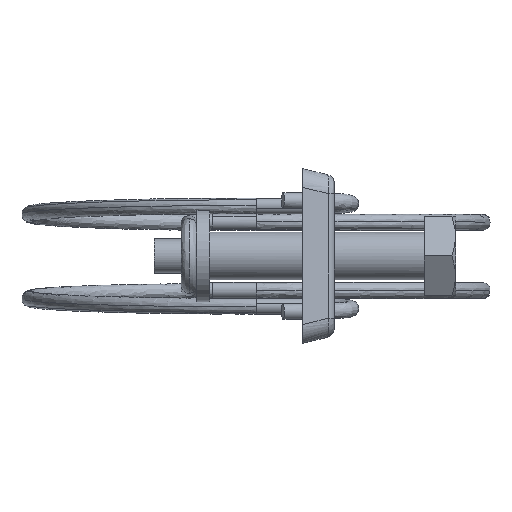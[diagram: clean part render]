
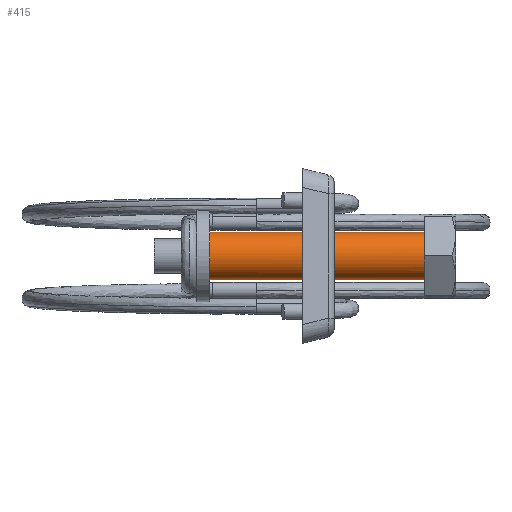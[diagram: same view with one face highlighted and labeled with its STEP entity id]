
A CAD part, top view. The second image highlights one B-rep face of the part: STEP entity #415.
In plain terms, the highlighted free-form (B-spline) face has degree [2, 1] with [7, 2] control points.
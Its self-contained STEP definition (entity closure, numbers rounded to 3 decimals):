
#250=CARTESIAN_POINT('',(0.,2.977,-0.372));
#251=VERTEX_POINT('',#250);
#265=CARTESIAN_POINT('',(0.,-3.,0.026));
#266=VERTEX_POINT('',#265);
#282=CARTESIAN_POINT('',(-27.0,-3.,0.026));
#283=VERTEX_POINT('',#282);
#284=CARTESIAN_POINT('',(0.,-3.,0.026));
#285=CARTESIAN_POINT('',(-27.0,-3.,0.026));
#286=QUASI_UNIFORM_CURVE('',1,(#284,#285),.UNSPECIFIED.,.F.,.U.);
#287=EDGE_CURVE('',#266,#283,#286,.T.);
#306=CARTESIAN_POINT('',(-27.0,2.977,-0.372));
#307=VERTEX_POINT('',#306);
#321=CARTESIAN_POINT('',(0.,2.977,-0.372));
#322=CARTESIAN_POINT('',(-27.0,2.977,-0.372));
#323=QUASI_UNIFORM_CURVE('',1,(#321,#322),.UNSPECIFIED.,.F.,.U.);
#324=EDGE_CURVE('',#251,#307,#323,.T.);
#329=CARTESIAN_POINT('',(0.675,-3.,0.026));
#330=CARTESIAN_POINT('',(0.675,-2.974,3.026));
#331=CARTESIAN_POINT('',(0.675,0.026,3.));
#332=CARTESIAN_POINT('',(0.675,3.026,2.974));
#333=CARTESIAN_POINT('',(0.675,3.,-0.026));
#334=CARTESIAN_POINT('',(0.675,2.998,-0.2));
#335=CARTESIAN_POINT('',(0.675,2.977,-0.372));
#336=CARTESIAN_POINT('',(-27.692,-3.,0.026));
#337=CARTESIAN_POINT('',(-27.692,-2.974,3.026));
#338=CARTESIAN_POINT('',(-27.692,0.026,3.));
#339=CARTESIAN_POINT('',(-27.692,3.026,2.974));
#340=CARTESIAN_POINT('',(-27.692,3.,-0.026));
#341=CARTESIAN_POINT('',(-27.692,2.998,-0.2));
#342=CARTESIAN_POINT('',(-27.692,2.977,-0.372));
#350=(BOUNDED_SURFACE()B_SPLINE_SURFACE(2,1,((#329,#336),(#330,#337),(#331,#338),(#332,#339),(#333,#340),(#334,#341),(#335,#342)),.UNSPECIFIED.,.F.,.F.,.U.)B_SPLINE_SURFACE_WITH_KNOTS((3,2,2,3),(2,2),(0.0,4.971,9.941,10.339),(0.0,28.367),.UNSPECIFIED.)GEOMETRIC_REPRESENTATION_ITEM()RATIONAL_B_SPLINE_SURFACE(((1.0,1.0),(0.707,0.707),(1.0,1.0),(0.707,0.707),(1.0,1.0),(0.977,0.977),(0.957,0.957)))REPRESENTATION_ITEM('')SURFACE());
#351=CARTESIAN_POINT('',(0.0,0.0,3.));
#352=VERTEX_POINT('',#351);
#353=CARTESIAN_POINT('',(0.,2.977,-0.372));
#354=CARTESIAN_POINT('',(0.0,3.,-0.187));
#355=CARTESIAN_POINT('',(0.0,3.,0.0));
#356=CARTESIAN_POINT('',(0.0,3.,3.));
#357=CARTESIAN_POINT('',(0.0,0.0,3.));
#365=(BOUNDED_CURVE()B_SPLINE_CURVE(2,(#353,#354,#355,#356,#357),.UNSPECIFIED.,.F.,.U.)B_SPLINE_CURVE_WITH_KNOTS((3,2,3),(0.229,0.25,0.5),.UNSPECIFIED.)CURVE()GEOMETRIC_REPRESENTATION_ITEM()RATIONAL_B_SPLINE_CURVE((0.954,0.975,1.0,0.707,1.0))REPRESENTATION_ITEM(''));
#366=EDGE_CURVE('',#251,#352,#365,.T.);
#367=ORIENTED_EDGE('',*,*,#366,.F.);
#368=ORIENTED_EDGE('',*,*,#324,.T.);
#369=CARTESIAN_POINT('',(-27.0,0.0,3.));
#370=VERTEX_POINT('',#369);
#371=CARTESIAN_POINT('',(-27.0,0.0,3.));
#372=CARTESIAN_POINT('',(-27.0,3.,3.));
#373=CARTESIAN_POINT('',(-27.0,3.,0.0));
#374=CARTESIAN_POINT('',(-27.0,3.,-0.187));
#375=CARTESIAN_POINT('',(-27.0,2.977,-0.372));
#383=(BOUNDED_CURVE()B_SPLINE_CURVE(2,(#371,#372,#373,#374,#375),.UNSPECIFIED.,.F.,.U.)B_SPLINE_CURVE_WITH_KNOTS((3,2,3),(0.0,0.25,0.271),.UNSPECIFIED.)CURVE()GEOMETRIC_REPRESENTATION_ITEM()RATIONAL_B_SPLINE_CURVE((1.0,0.707,1.0,0.975,0.954))REPRESENTATION_ITEM(''));
#384=EDGE_CURVE('',#370,#307,#383,.T.);
#385=ORIENTED_EDGE('',*,*,#384,.F.);
#386=CARTESIAN_POINT('',(-27.,-3.,0.026));
#387=CARTESIAN_POINT('',(-27.0,-2.974,3.));
#388=CARTESIAN_POINT('',(-27.0,0.0,3.));
#396=(BOUNDED_CURVE()B_SPLINE_CURVE(2,(#386,#387,#388),.UNSPECIFIED.,.F.,.U.)B_SPLINE_CURVE_WITH_KNOTS((3,3),(0.752,1.0),.UNSPECIFIED.)CURVE()GEOMETRIC_REPRESENTATION_ITEM()RATIONAL_B_SPLINE_CURVE((0.996,0.709,1.0))REPRESENTATION_ITEM(''));
#397=EDGE_CURVE('',#283,#370,#396,.T.);
#398=ORIENTED_EDGE('',*,*,#397,.F.);
#399=ORIENTED_EDGE('',*,*,#287,.F.);
#400=CARTESIAN_POINT('',(0.0,0.0,3.));
#401=CARTESIAN_POINT('',(0.0,-2.974,3.));
#402=CARTESIAN_POINT('',(0.,-3.,0.026));
#410=(BOUNDED_CURVE()B_SPLINE_CURVE(2,(#400,#401,#402),.UNSPECIFIED.,.F.,.U.)B_SPLINE_CURVE_WITH_KNOTS((3,3),(0.5,0.748),.UNSPECIFIED.)CURVE()GEOMETRIC_REPRESENTATION_ITEM()RATIONAL_B_SPLINE_CURVE((1.0,0.709,0.996))REPRESENTATION_ITEM(''));
#411=EDGE_CURVE('',#352,#266,#410,.T.);
#412=ORIENTED_EDGE('',*,*,#411,.F.);
#413=EDGE_LOOP('',(#367,#368,#385,#398,#399,#412));
#414=FACE_OUTER_BOUND('',#413,.T.);
#415=ADVANCED_FACE('',(#414),#350,.T.);
